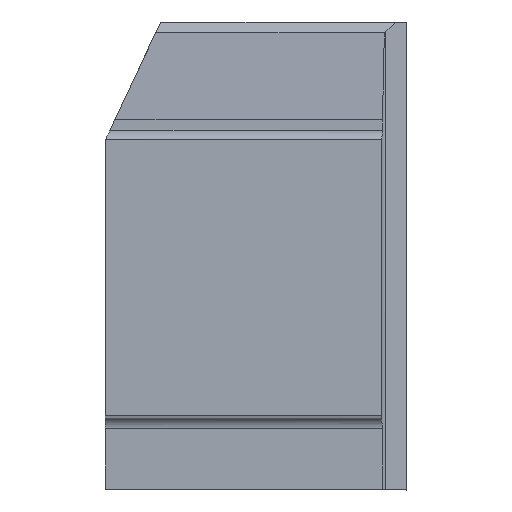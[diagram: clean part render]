
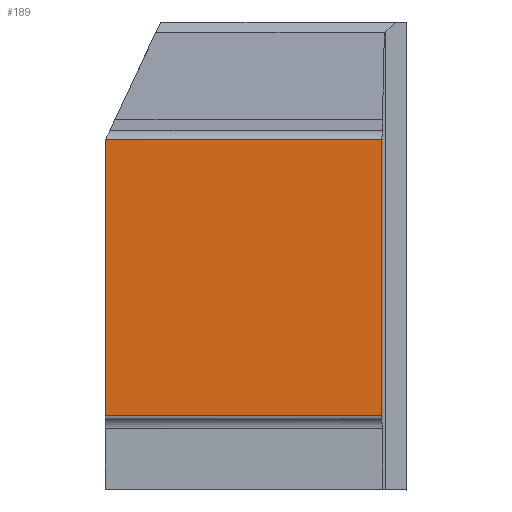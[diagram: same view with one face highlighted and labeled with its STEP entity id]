
A CAD part, top view. The second image highlights one B-rep face of the part: STEP entity #189.
In plain terms, the highlighted planar face has unit normal (0, 0, 1).
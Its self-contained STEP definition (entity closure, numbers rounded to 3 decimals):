
#108=FACE_OUTER_BOUND('',#337,.T.);
#189=ADVANCED_FACE('',(#108),#233,.T.);
#233=PLANE('',#1326);
#337=EDGE_LOOP('',(#622,#623,#624,#625));
#622=ORIENTED_EDGE('',*,*,#949,.F.);
#623=ORIENTED_EDGE('',*,*,#966,.F.);
#624=ORIENTED_EDGE('',*,*,#968,.F.);
#625=ORIENTED_EDGE('',*,*,#970,.F.);
#797=VERTEX_POINT('',#2081);
#798=VERTEX_POINT('',#2083);
#807=VERTEX_POINT('',#2141);
#808=VERTEX_POINT('',#2145);
#949=EDGE_CURVE('',#797,#798,#1082,.T.);
#966=EDGE_CURVE('',#807,#797,#1093,.T.);
#968=EDGE_CURVE('',#808,#807,#1095,.T.);
#970=EDGE_CURVE('',#798,#808,#1097,.T.);
#1082=LINE('',#2082,#1188);
#1093=LINE('',#2140,#1199);
#1095=LINE('',#2144,#1201);
#1097=LINE('',#2148,#1203);
#1188=VECTOR('',#1571,1.);
#1199=VECTOR('',#1606,1.);
#1201=VECTOR('',#1610,1.);
#1203=VECTOR('',#1614,1.);
#1326=AXIS2_PLACEMENT_3D('',#2150,#1617,#1618);
#1571=DIRECTION('',(0.,1.,0.));
#1606=DIRECTION('',(-1.,0.,0.));
#1610=DIRECTION('',(0.,-1.,0.));
#1614=DIRECTION('',(1.,0.,0.));
#1617=DIRECTION('',(0.,0.,1.));
#1618=DIRECTION('',(1.,0.,0.));
#2081=CARTESIAN_POINT('',(0.,0.,0.));
#2082=CARTESIAN_POINT('',(0.,0.,0.));
#2083=CARTESIAN_POINT('',(0.,25.4,0.));
#2140=CARTESIAN_POINT('',(25.4,0.,0.));
#2141=CARTESIAN_POINT('',(25.4,0.,0.));
#2144=CARTESIAN_POINT('',(25.4,25.4,0.));
#2145=CARTESIAN_POINT('',(25.4,25.4,0.));
#2148=CARTESIAN_POINT('',(0.,25.4,0.));
#2150=CARTESIAN_POINT('',(12.7,12.7,0.));
